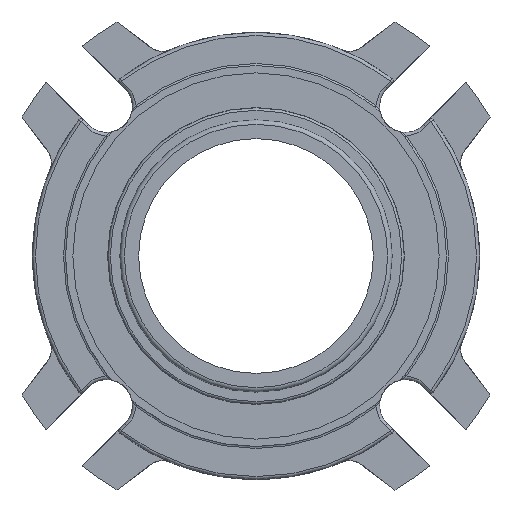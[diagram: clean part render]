
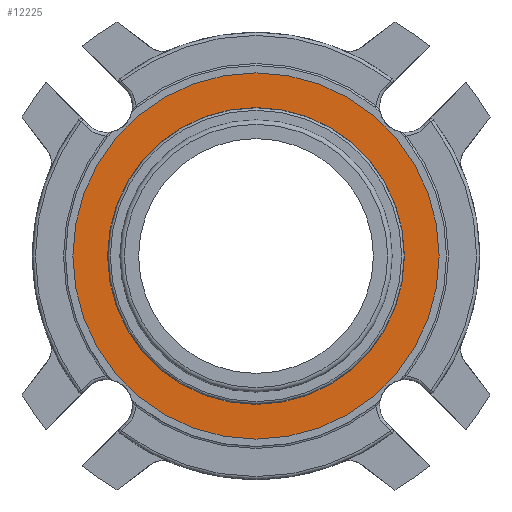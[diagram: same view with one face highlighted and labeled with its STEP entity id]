
A CAD part, left-side view. The second image highlights one B-rep face of the part: STEP entity #12225.
In plain terms, the highlighted planar face has unit normal (-1, 0, 0).
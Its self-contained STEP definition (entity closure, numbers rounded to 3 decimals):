
#1571=PLANE('',#13223);
#4147=ORIENTED_EDGE('',*,*,#5438,.F.);
#4148=ORIENTED_EDGE('',*,*,#5428,.F.);
#5428=EDGE_CURVE('',#6248,#6248,#6759,.T.);
#5438=EDGE_CURVE('',#6258,#6258,#6769,.T.);
#6248=VERTEX_POINT('',#19955);
#6258=VERTEX_POINT('',#19985);
#6759=CIRCLE('',#13204,61.913);
#6769=CIRCLE('',#13224,50.165);
#7352=EDGE_LOOP('',(#4147));
#7353=EDGE_LOOP('',(#4148));
#7945=FACE_BOUND('',#7352,.T.);
#7946=FACE_BOUND('',#7353,.T.);
#12225=ADVANCED_FACE('',(#7945,#7946),#1571,.T.);
#13204=AXIS2_PLACEMENT_3D('',#19954,#15670,#15671);
#13223=AXIS2_PLACEMENT_3D('',#19983,#15708,#15709);
#13224=AXIS2_PLACEMENT_3D('',#19984,#15710,#15711);
#15670=DIRECTION('',(1.,0.,0.));
#15671=DIRECTION('',(0.,0.,1.));
#15708=DIRECTION('',(-1.,0.,0.));
#15709=DIRECTION('',(0.,0.,-1.));
#15710=DIRECTION('',(-1.,0.,0.));
#15711=DIRECTION('',(0.,-1.,0.));
#19954=CARTESIAN_POINT('',(1.041,0.,0.));
#19955=CARTESIAN_POINT('',(1.041,0.,61.913));
#19983=CARTESIAN_POINT('',(1.041,0.,61.913));
#19984=CARTESIAN_POINT('',(1.041,0.,0.));
#19985=CARTESIAN_POINT('',(1.041,-50.165,0.));
